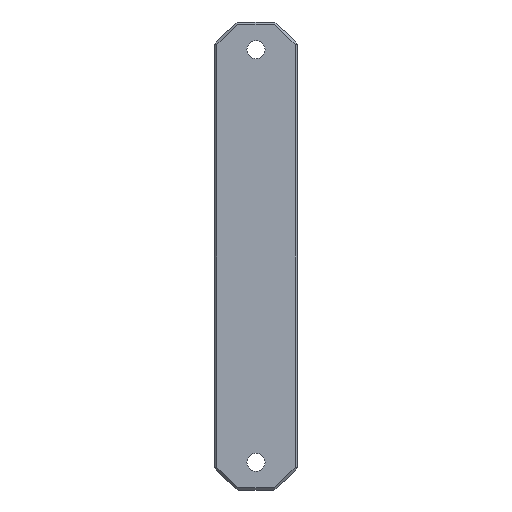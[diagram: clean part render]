
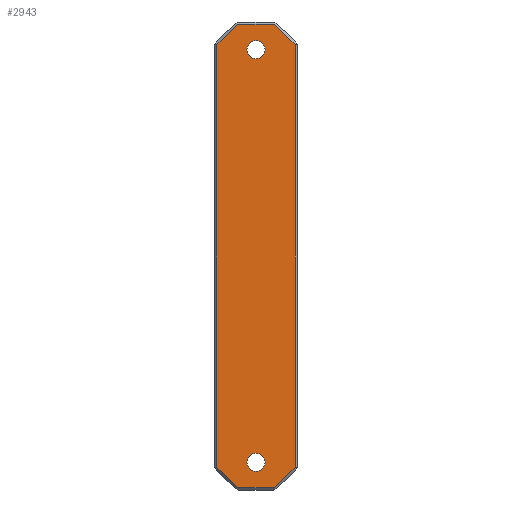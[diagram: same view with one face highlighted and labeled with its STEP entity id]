
A CAD part, front view. The second image highlights one B-rep face of the part: STEP entity #2943.
In plain terms, the highlighted planar face has unit normal (0, -1, 0).
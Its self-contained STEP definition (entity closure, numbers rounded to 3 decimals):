
#361=CARTESIAN_POINT('',(107.502,115.,193.321));
#362=VERTEX_POINT('',#361);
#377=CARTESIAN_POINT('',(107.502,115.,191.671));
#378=DIRECTION('',(0.,1.,0.));
#379=DIRECTION('',(0.,-0.,1.));
#380=AXIS2_PLACEMENT_3D('',#377,#378,#379);
#381=CIRCLE('',#380,1.65);
#382=EDGE_CURVE('',#362,#362,#381,.T.);
#394=CARTESIAN_POINT('',(107.502,115.,118.379));
#395=VERTEX_POINT('',#394);
#410=CARTESIAN_POINT('',(107.502,115.,116.729));
#411=DIRECTION('',(0.,1.,0.));
#412=DIRECTION('',(0.,-0.,1.));
#413=AXIS2_PLACEMENT_3D('',#410,#411,#412);
#414=CIRCLE('',#413,1.65);
#415=EDGE_CURVE('',#395,#395,#414,.T.);
#2866=CARTESIAN_POINT('',(-0.5,115.,19.5));
#2867=DIRECTION('',(0.,1.,0.));
#2868=DIRECTION('',(0.,0.,1.));
#2869=AXIS2_PLACEMENT_3D('',#2866,#2867,#2868);
#2870=PLANE('',#2869);
#2871=ORIENTED_EDGE('',*,*,#382,.T.);
#2872=EDGE_LOOP('',(#2871));
#2873=FACE_BOUND('',#2872,.T.);
#2874=ORIENTED_EDGE('',*,*,#415,.T.);
#2875=EDGE_LOOP('',(#2874));
#2876=FACE_BOUND('',#2875,.T.);
#2877=CARTESIAN_POINT('',(114.602,115.,115.866));
#2878=VERTEX_POINT('',#2877);
#2879=CARTESIAN_POINT('',(114.602,115.,192.534));
#2880=VERTEX_POINT('',#2879);
#2881=CARTESIAN_POINT('',(114.602,115.,115.866));
#2882=DIRECTION('',(0.,0.,1.));
#2883=VECTOR('',#2882,76.669);
#2884=LINE('',#2881,#2883);
#2885=EDGE_CURVE('',#2878,#2880,#2884,.T.);
#2886=ORIENTED_EDGE('',*,*,#2885,.T.);
#2887=CARTESIAN_POINT('',(110.836,115.,196.3));
#2888=VERTEX_POINT('',#2887);
#2889=CARTESIAN_POINT('',(114.602,115.,192.534));
#2890=DIRECTION('',(-0.707,0.,0.707));
#2891=VECTOR('',#2890,5.325);
#2892=LINE('',#2889,#2891);
#2893=EDGE_CURVE('',#2880,#2888,#2892,.T.);
#2894=ORIENTED_EDGE('',*,*,#2893,.T.);
#2895=CARTESIAN_POINT('',(104.168,115.,196.3));
#2896=VERTEX_POINT('',#2895);
#2897=CARTESIAN_POINT('',(110.836,115.,196.3));
#2898=DIRECTION('',(-1.,-0.,0.));
#2899=VECTOR('',#2898,6.669);
#2900=LINE('',#2897,#2899);
#2901=EDGE_CURVE('',#2888,#2896,#2900,.T.);
#2902=ORIENTED_EDGE('',*,*,#2901,.T.);
#2903=CARTESIAN_POINT('',(100.402,115.,192.534));
#2904=VERTEX_POINT('',#2903);
#2905=CARTESIAN_POINT('',(104.168,115.,196.3));
#2906=DIRECTION('',(-0.707,0.,-0.707));
#2907=VECTOR('',#2906,5.325);
#2908=LINE('',#2905,#2907);
#2909=EDGE_CURVE('',#2896,#2904,#2908,.T.);
#2910=ORIENTED_EDGE('',*,*,#2909,.T.);
#2911=CARTESIAN_POINT('',(100.402,115.,115.866));
#2912=VERTEX_POINT('',#2911);
#2913=CARTESIAN_POINT('',(100.402,115.,192.534));
#2914=DIRECTION('',(-0.,-0.,-1.));
#2915=VECTOR('',#2914,76.669);
#2916=LINE('',#2913,#2915);
#2917=EDGE_CURVE('',#2904,#2912,#2916,.T.);
#2918=ORIENTED_EDGE('',*,*,#2917,.T.);
#2919=CARTESIAN_POINT('',(104.168,115.,112.1));
#2920=VERTEX_POINT('',#2919);
#2921=CARTESIAN_POINT('',(100.402,115.,115.866));
#2922=DIRECTION('',(0.707,0.,-0.707));
#2923=VECTOR('',#2922,5.325);
#2924=LINE('',#2921,#2923);
#2925=EDGE_CURVE('',#2912,#2920,#2924,.T.);
#2926=ORIENTED_EDGE('',*,*,#2925,.T.);
#2927=CARTESIAN_POINT('',(110.836,115.,112.1));
#2928=VERTEX_POINT('',#2927);
#2929=CARTESIAN_POINT('',(104.168,115.,112.1));
#2930=DIRECTION('',(1.,0.,-0.));
#2931=VECTOR('',#2930,6.669);
#2932=LINE('',#2929,#2931);
#2933=EDGE_CURVE('',#2920,#2928,#2932,.T.);
#2934=ORIENTED_EDGE('',*,*,#2933,.T.);
#2935=CARTESIAN_POINT('',(110.836,115.,112.1));
#2936=DIRECTION('',(0.707,0.,0.707));
#2937=VECTOR('',#2936,5.325);
#2938=LINE('',#2935,#2937);
#2939=EDGE_CURVE('',#2928,#2878,#2938,.T.);
#2940=ORIENTED_EDGE('',*,*,#2939,.T.);
#2941=EDGE_LOOP('',(#2886,#2894,#2902,#2910,#2918,#2926,#2934,#2940));
#2942=FACE_BOUND('',#2941,.T.);
#2943=ADVANCED_FACE('',(#2873,#2876,#2942),#2870,.F.);
